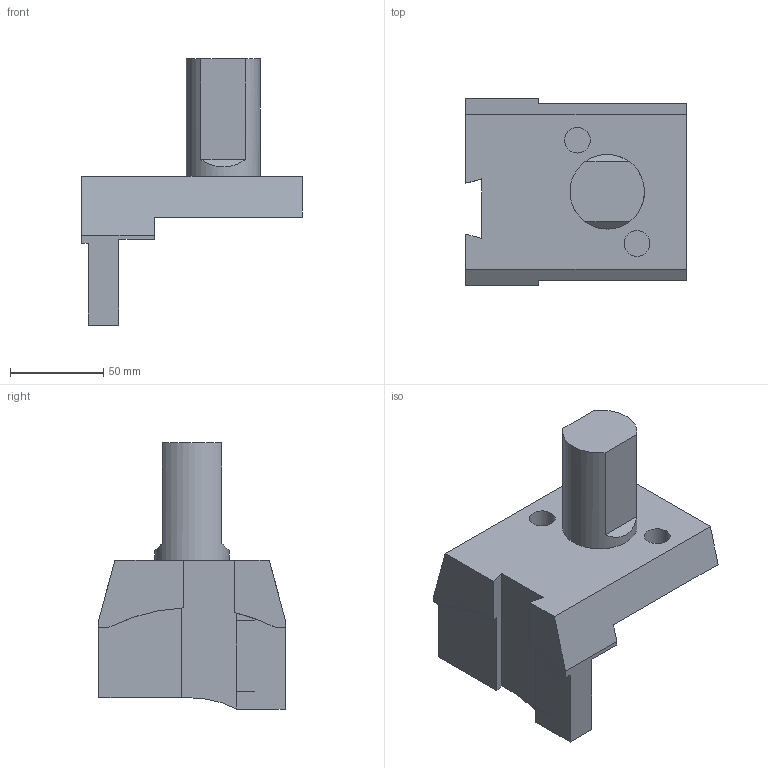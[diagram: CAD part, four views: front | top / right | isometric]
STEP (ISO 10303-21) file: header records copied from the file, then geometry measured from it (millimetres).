
FILE_DESCRIPTION(/* description */ (''),/* implementation_level */ '2;1');
FILE_NAME(/* name */ '1597063948482.stp',/* time_stamp */ '2020-08-10T14:52:36+02:00',/* author */ (''),/* organization */ ('SMS'),/* preprocessor_version */ 'ST-DEVELOPER v16.7',/* originating_system */ 'SIEMENS PLM Software NX 12.0',/* authorisation */ '');
FILE_SCHEMA (('AUTOMOTIVE_DESIGN { 1 0 10303 214 3 1 1 1 }'));
Length unit declared in the file: millimetre
Products named in the file (1): 201753222mod000_01
Bounding box: 118.5 x 100 x 143 mm (x, y, z)
Volume: 388046.3 mm3; surface area: 53489.2 mm2
Topology: 1 solids, 1 shells, 51 faces, 138 edges, 95 vertices
Faces by surface type: plane 44, cylinder 7
Full cylindrical faces by diameter (mm): 13.8 x2, 40 x1
Entity records: 1636 total; most frequent: CARTESIAN_POINT 283, ORIENTED_EDGE 268, DIRECTION 263, EDGE_CURVE 134, LINE 115, VECTOR 115, VERTEX_POINT 91, AXIS2_PLACEMENT_3D 74
